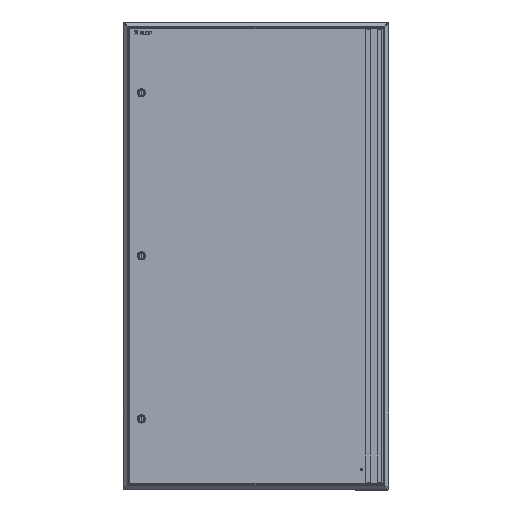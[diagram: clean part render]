
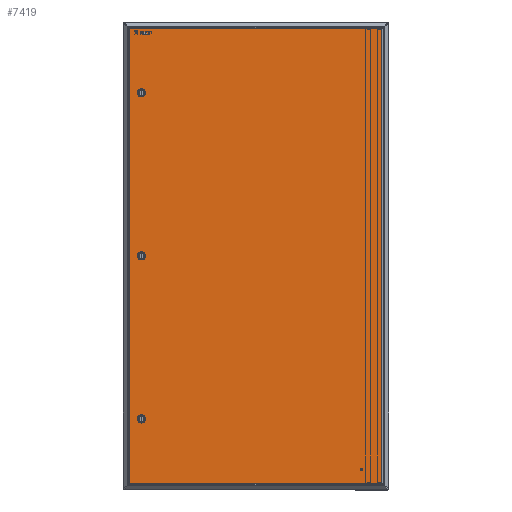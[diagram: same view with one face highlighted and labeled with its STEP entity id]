
A CAD part, top view. The second image highlights one B-rep face of the part: STEP entity #7419.
In plain terms, the highlighted planar face has unit normal (0, 0, 1).
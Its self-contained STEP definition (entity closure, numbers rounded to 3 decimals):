
#240 = EDGE_LOOP ( 'NONE', ( #11979, #1970, #22717, #14323 ) ) ;
#402 = CARTESIAN_POINT ( 'NONE',  ( 711.96, 1284.06, 0. ) ) ;
#429 = CARTESIAN_POINT ( 'NONE',  ( 24.8, 1099.381, 0. ) ) ;
#898 = DIRECTION ( 'NONE',  ( 0., 1., 0. ) ) ;
#994 = LINE ( 'NONE', #10639, #25476 ) ;
#1030 = ORIENTED_EDGE ( 'NONE', *, *, #1510, .F. ) ;
#1147 = VERTEX_POINT ( 'NONE', #21392 ) ;
#1510 = EDGE_CURVE ( 'NONE', #13050, #18181, #27922, .T. ) ;
#1560 = LINE ( 'NONE', #19754, #7097 ) ;
#1716 = CARTESIAN_POINT ( 'NONE',  ( 0., 2., 0. ) ) ;
#1928 = EDGE_CURVE ( 'NONE', #18181, #27762, #24998, .T. ) ;
#1961 = CARTESIAN_POINT ( 'NONE',  ( 41.8, 186.679, 0. ) ) ;
#1970 = ORIENTED_EDGE ( 'NONE', *, *, #19705, .F. ) ;
#2062 = CARTESIAN_POINT ( 'NONE',  ( 24.8, 639.381, 0. ) ) ;
#2488 = VERTEX_POINT ( 'NONE', #2062 ) ;
#2532 = ORIENTED_EDGE ( 'NONE', *, *, #10463, .F. ) ;
#2594 = CARTESIAN_POINT ( 'NONE',  ( 33.3, 1103.03, 0. ) ) ;
#2623 = VERTEX_POINT ( 'NONE', #1961 ) ;
#2675 = CIRCLE ( 'NONE', #30748, 9.25 ) ;
#2743 = DIRECTION ( 'NONE',  ( 0., 0., 1. ) ) ;
#2746 = CARTESIAN_POINT ( 'NONE',  ( 24.8, 1106.679, 0. ) ) ;
#2783 = ORIENTED_EDGE ( 'NONE', *, *, #10378, .T. ) ;
#2833 = EDGE_LOOP ( 'NONE', ( #2532, #19651, #10161, #19684 ) ) ;
#3050 = DIRECTION ( 'NONE',  ( 0., -1., 0. ) ) ;
#3513 = LINE ( 'NONE', #29091, #15337 ) ;
#3543 = VECTOR ( 'NONE', #6913, 1000. ) ;
#3651 = CIRCLE ( 'NONE', #8576, 9.25 ) ;
#4551 = CARTESIAN_POINT ( 'NONE',  ( 0., 2., 0. ) ) ;
#4593 = AXIS2_PLACEMENT_3D ( 'NONE', #2594, #19150, #4980 ) ;
#4980 = DIRECTION ( 'NONE',  ( 1., 0., 0. ) ) ;
#5063 = FACE_OUTER_BOUND ( 'NONE', #25975, .T. ) ;
#5334 = DIRECTION ( 'NONE',  ( 0., 0., -1. ) ) ;
#5664 = CARTESIAN_POINT ( 'NONE',  ( 711.96, 1.177, 0. ) ) ;
#5668 = ORIENTED_EDGE ( 'NONE', *, *, #14689, .T. ) ;
#5672 = VECTOR ( 'NONE', #17839, 1000. ) ;
#5785 = VECTOR ( 'NONE', #26540, 1000. ) ;
#5807 = ORIENTED_EDGE ( 'NONE', *, *, #17726, .F. ) ;
#5809 = FACE_BOUND ( 'NONE', #240, .T. ) ;
#6305 = CARTESIAN_POINT ( 'NONE',  ( 33.3, 643.03, 0. ) ) ;
#6913 = DIRECTION ( 'NONE',  ( 1., 0., 0. ) ) ;
#7097 = VECTOR ( 'NONE', #17289, 1000. ) ;
#7242 = DIRECTION ( 'NONE',  ( 0., 1., 0. ) ) ;
#7367 = EDGE_LOOP ( 'NONE', ( #21542, #1030, #5807, #13337 ) ) ;
#7419 = ADVANCED_FACE ( 'NONE', ( #5809, #17633, #11311, #5063 ), #12310, .F. ) ;
#7974 = EDGE_CURVE ( 'NONE', #11321, #19018, #24681, .T. ) ;
#8576 = AXIS2_PLACEMENT_3D ( 'NONE', #16939, #2743, #19292 ) ;
#8639 = DIRECTION ( 'NONE',  ( 1., 0., 0. ) ) ;
#8658 = CARTESIAN_POINT ( 'NONE',  ( 24.8, 646.679, 0. ) ) ;
#8670 = ORIENTED_EDGE ( 'NONE', *, *, #7974, .T. ) ;
#9349 = VERTEX_POINT ( 'NONE', #19049 ) ;
#9359 = EDGE_CURVE ( 'NONE', #27762, #22216, #20455, .T. ) ;
#9616 = CARTESIAN_POINT ( 'NONE',  ( 41.8, 1106.679, 0. ) ) ;
#9786 = LINE ( 'NONE', #11650, #21701 ) ;
#9876 = DIRECTION ( 'NONE',  ( 1., 0., 0. ) ) ;
#9977 = DIRECTION ( 'NONE',  ( 0., 0., 1. ) ) ;
#10041 = EDGE_CURVE ( 'NONE', #2488, #14290, #20112, .T. ) ;
#10161 = ORIENTED_EDGE ( 'NONE', *, *, #17217, .F. ) ;
#10178 = CARTESIAN_POINT ( 'NONE',  ( 33.3, 1103.03, 0. ) ) ;
#10227 = CARTESIAN_POINT ( 'NONE',  ( 41.8, 646.679, 0. ) ) ;
#10378 = EDGE_CURVE ( 'NONE', #11635, #11321, #27575, .T. ) ;
#10463 = EDGE_CURVE ( 'NONE', #26375, #2623, #11908, .T. ) ;
#10639 = CARTESIAN_POINT ( 'NONE',  ( 24.8, 646.679, 0. ) ) ;
#11121 = DIRECTION ( 'NONE',  ( -1., 0., 0. ) ) ;
#11154 = CARTESIAN_POINT ( 'NONE',  ( 33.3, 643.03, 0. ) ) ;
#11311 = FACE_BOUND ( 'NONE', #2833, .T. ) ;
#11321 = VERTEX_POINT ( 'NONE', #402 ) ;
#11635 = VERTEX_POINT ( 'NONE', #18506 ) ;
#11650 = CARTESIAN_POINT ( 'NONE',  ( 41.8, 646.679, 0. ) ) ;
#11908 = LINE ( 'NONE', #27327, #5672 ) ;
#11966 = CARTESIAN_POINT ( 'NONE',  ( 33.3, 183.03, 0. ) ) ;
#11979 = ORIENTED_EDGE ( 'NONE', *, *, #27947, .F. ) ;
#12310 = PLANE ( 'NONE',  #29995 ) ;
#12818 = EDGE_CURVE ( 'NONE', #1147, #26375, #3651, .T. ) ;
#13050 = VERTEX_POINT ( 'NONE', #18037 ) ;
#13337 = ORIENTED_EDGE ( 'NONE', *, *, #9359, .F. ) ;
#13555 = DIRECTION ( 'NONE',  ( 1., 0., 0. ) ) ;
#13717 = CIRCLE ( 'NONE', #23909, 9.25 ) ;
#14144 = VECTOR ( 'NONE', #898, 1000. ) ;
#14290 = VERTEX_POINT ( 'NONE', #30522 ) ;
#14323 = ORIENTED_EDGE ( 'NONE', *, *, #10041, .F. ) ;
#14583 = VERTEX_POINT ( 'NONE', #8658 ) ;
#14680 = CARTESIAN_POINT ( 'NONE',  ( 41.8, 179.381, 0. ) ) ;
#14689 = EDGE_CURVE ( 'NONE', #15137, #11635, #16140, .T. ) ;
#14703 = EDGE_CURVE ( 'NONE', #14290, #22447, #9786, .T. ) ;
#14907 = VECTOR ( 'NONE', #7242, 1000. ) ;
#15137 = VERTEX_POINT ( 'NONE', #1716 ) ;
#15337 = VECTOR ( 'NONE', #17239, 1000. ) ;
#16140 = LINE ( 'NONE', #4551, #3543 ) ;
#16939 = CARTESIAN_POINT ( 'NONE',  ( 33.3, 183.03, 0. ) ) ;
#17217 = EDGE_CURVE ( 'NONE', #9349, #1147, #3513, .T. ) ;
#17239 = DIRECTION ( 'NONE',  ( 0., -1., 0. ) ) ;
#17289 = DIRECTION ( 'NONE',  ( 0., -1., 0. ) ) ;
#17633 = FACE_BOUND ( 'NONE', #7367, .T. ) ;
#17726 = EDGE_CURVE ( 'NONE', #22216, #13050, #21238, .T. ) ;
#17839 = DIRECTION ( 'NONE',  ( 0., 1., 0. ) ) ;
#18037 = CARTESIAN_POINT ( 'NONE',  ( 41.8, 1106.679, 0. ) ) ;
#18181 = VERTEX_POINT ( 'NONE', #23860 ) ;
#18300 = EDGE_CURVE ( 'NONE', #19018, #15137, #1560, .T. ) ;
#18506 = CARTESIAN_POINT ( 'NONE',  ( 711.96, 2., 0. ) ) ;
#18680 = VECTOR ( 'NONE', #3050, 1000. ) ;
#19018 = VERTEX_POINT ( 'NONE', #30431 ) ;
#19049 = CARTESIAN_POINT ( 'NONE',  ( 24.8, 186.679, 0. ) ) ;
#19150 = DIRECTION ( 'NONE',  ( 0., 0., 1. ) ) ;
#19292 = DIRECTION ( 'NONE',  ( -1., 0., 0. ) ) ;
#19475 = CARTESIAN_POINT ( 'NONE',  ( 0., 0., 0. ) ) ;
#19651 = ORIENTED_EDGE ( 'NONE', *, *, #12818, .F. ) ;
#19684 = ORIENTED_EDGE ( 'NONE', *, *, #24374, .F. ) ;
#19705 = EDGE_CURVE ( 'NONE', #22447, #14583, #13717, .T. ) ;
#19754 = CARTESIAN_POINT ( 'NONE',  ( 0., 0., 0. ) ) ;
#20112 = CIRCLE ( 'NONE', #20873, 9.25 ) ;
#20455 = CIRCLE ( 'NONE', #4593, 9.25 ) ;
#20873 = AXIS2_PLACEMENT_3D ( 'NONE', #6305, #22895, #8639 ) ;
#21238 = LINE ( 'NONE', #9616, #14907 ) ;
#21258 = CARTESIAN_POINT ( 'NONE',  ( 41.8, 1099.381, 0. ) ) ;
#21392 = CARTESIAN_POINT ( 'NONE',  ( 24.8, 179.381, 0. ) ) ;
#21542 = ORIENTED_EDGE ( 'NONE', *, *, #1928, .F. ) ;
#21701 = VECTOR ( 'NONE', #25807, 1000. ) ;
#21898 = DIRECTION ( 'NONE',  ( -1., 0., 0. ) ) ;
#22000 = ORIENTED_EDGE ( 'NONE', *, *, #18300, .T. ) ;
#22216 = VERTEX_POINT ( 'NONE', #21258 ) ;
#22447 = VERTEX_POINT ( 'NONE', #10227 ) ;
#22717 = ORIENTED_EDGE ( 'NONE', *, *, #14703, .F. ) ;
#22895 = DIRECTION ( 'NONE',  ( 0., 0., 1. ) ) ;
#23860 = CARTESIAN_POINT ( 'NONE',  ( 24.8, 1106.679, 0. ) ) ;
#23909 = AXIS2_PLACEMENT_3D ( 'NONE', #11154, #27835, #13555 ) ;
#24374 = EDGE_CURVE ( 'NONE', #2623, #9349, #2675, .T. ) ;
#24681 = LINE ( 'NONE', #28938, #5785 ) ;
#24899 = DIRECTION ( 'NONE',  ( 0., -1., 0. ) ) ;
#24998 = LINE ( 'NONE', #2746, #18680 ) ;
#25470 = AXIS2_PLACEMENT_3D ( 'NONE', #10178, #9977, #9876 ) ;
#25476 = VECTOR ( 'NONE', #24899, 1000. ) ;
#25807 = DIRECTION ( 'NONE',  ( 0., 1., 0. ) ) ;
#25975 = EDGE_LOOP ( 'NONE', ( #2783, #8670, #22000, #5668 ) ) ;
#26375 = VERTEX_POINT ( 'NONE', #14680 ) ;
#26540 = DIRECTION ( 'NONE',  ( -1., 0., 0. ) ) ;
#27327 = CARTESIAN_POINT ( 'NONE',  ( 41.8, 179.381, 0. ) ) ;
#27575 = LINE ( 'NONE', #5664, #14144 ) ;
#27762 = VERTEX_POINT ( 'NONE', #429 ) ;
#27835 = DIRECTION ( 'NONE',  ( 0., 0., 1. ) ) ;
#27922 = CIRCLE ( 'NONE', #25470, 9.25 ) ;
#27947 = EDGE_CURVE ( 'NONE', #14583, #2488, #994, .T. ) ;
#28630 = DIRECTION ( 'NONE',  ( 0., 0., 1. ) ) ;
#28938 = CARTESIAN_POINT ( 'NONE',  ( 712.783, 1284.06, 0. ) ) ;
#29091 = CARTESIAN_POINT ( 'NONE',  ( 24.8, 179.381, 0. ) ) ;
#29995 = AXIS2_PLACEMENT_3D ( 'NONE', #19475, #5334, #21898 ) ;
#30431 = CARTESIAN_POINT ( 'NONE',  ( 0., 1284.06, 0. ) ) ;
#30522 = CARTESIAN_POINT ( 'NONE',  ( 41.8, 639.381, 0. ) ) ;
#30748 = AXIS2_PLACEMENT_3D ( 'NONE', #11966, #28630, #11121 ) ;
